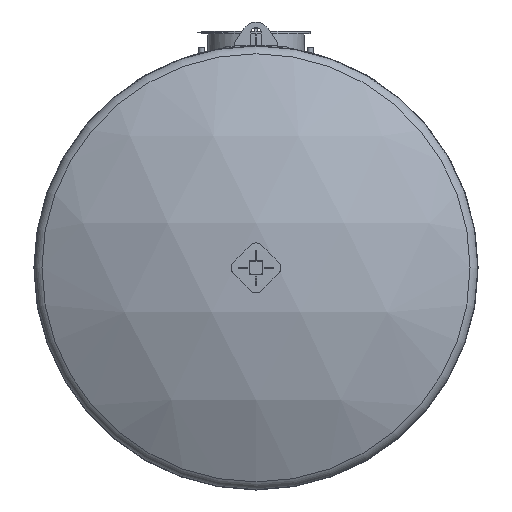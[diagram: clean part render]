
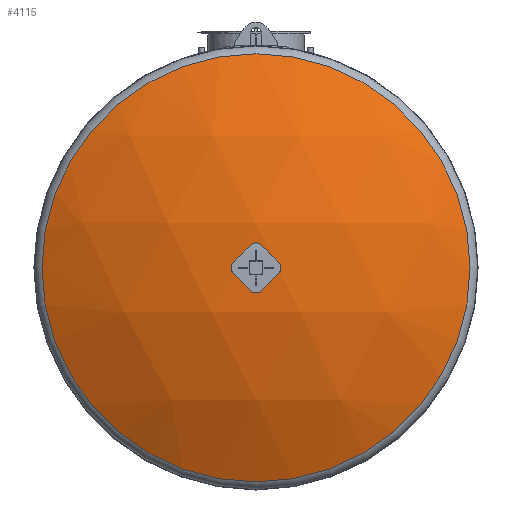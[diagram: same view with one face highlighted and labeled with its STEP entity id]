
A CAD part, left-side view. The second image highlights one B-rep face of the part: STEP entity #4115.
In plain terms, the highlighted spherical face has radius 2915 mm.
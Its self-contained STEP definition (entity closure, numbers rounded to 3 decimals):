
#33=SPHERICAL_SURFACE('',#4529,2915.);
#1080=FACE_OUTER_BOUND('',#1311,.T.);
#1311=EDGE_LOOP('',(#3068));
#1515=CIRCLE('',#4527,1402.06);
#1782=VERTEX_POINT('',#6737);
#2297=EDGE_CURVE('',#1782,#1782,#1515,.T.);
#3068=ORIENTED_EDGE('',*,*,#2297,.T.);
#4115=ADVANCED_FACE('',(#1080),#33,.T.);
#4527=AXIS2_PLACEMENT_3D('',#6738,#5249,#5250);
#4529=AXIS2_PLACEMENT_3D('',#6740,#5253,#5254);
#5249=DIRECTION('center_axis',(-1.,0.,0.));
#5250=DIRECTION('ref_axis',(0.,-1.,0.));
#5253=DIRECTION('center_axis',(0.,0.,1.));
#5254=DIRECTION('ref_axis',(0.,-1.,0.));
#6737=CARTESIAN_POINT('',(-127.927,0.,1402.06));
#6738=CARTESIAN_POINT('Origin',(-127.927,0.,
0.));
#6740=CARTESIAN_POINT('Origin',(2427.744,0.,
0.));
